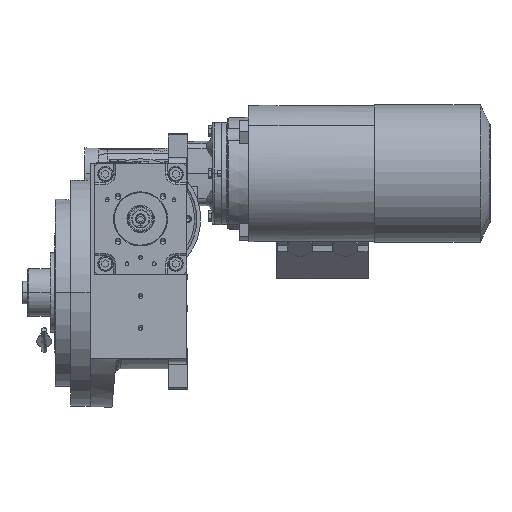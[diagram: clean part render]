
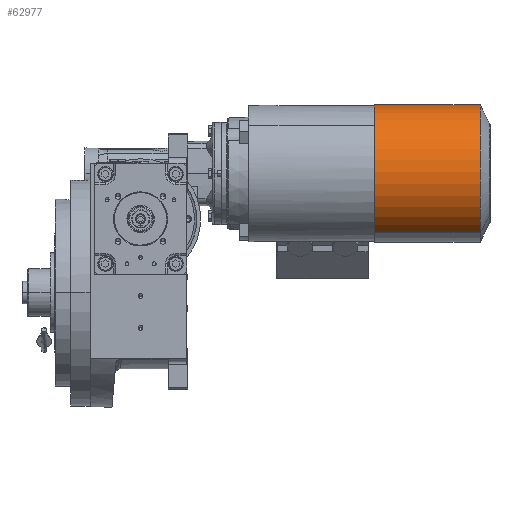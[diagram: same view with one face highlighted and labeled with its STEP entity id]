
A CAD part, left-side view. The second image highlights one B-rep face of the part: STEP entity #62977.
In plain terms, the highlighted cylindrical face has radius 60.5 mm (diameter 121 mm), a partial arc.
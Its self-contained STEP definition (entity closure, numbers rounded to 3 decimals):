
#1484 = CARTESIAN_POINT ( 'NONE',  ( -26.951, -6.286, 0. ) ) ;
#5238 = CIRCLE ( 'NONE', #76118, 60.5 ) ;
#5427 = DIRECTION ( 'NONE',  ( 0., -0.242, -0.97 ) ) ;
#6713 = CARTESIAN_POINT ( 'NONE',  ( -64.811, 8.35, 58.703 ) ) ;
#12138 = ORIENTED_EDGE ( 'NONE', *, *, #59633, .T. ) ;
#13644 = CARTESIAN_POINT ( 'NONE',  ( -64.811, -6.286, 0. ) ) ;
#17150 = ORIENTED_EDGE ( 'NONE', *, *, #94519, .F. ) ;
#17693 = LINE ( 'NONE', #113817, #76276 ) ;
#24723 = VERTEX_POINT ( 'NONE', #48076 ) ;
#26567 = CARTESIAN_POINT ( 'NONE',  ( -64.811, -20.922, -58.703 ) ) ;
#27684 = AXIS2_PLACEMENT_3D ( 'NONE', #13644, #69121, #97456 ) ;
#29182 = DIRECTION ( 'NONE',  ( -1., 0., 0. ) ) ;
#29521 = EDGE_LOOP ( 'NONE', ( #17150, #12138, #94680, #64834 ) ) ;
#30671 = CARTESIAN_POINT ( 'NONE',  ( -158.212, -20.922, -58.703 ) ) ;
#41760 = DIRECTION ( 'NONE',  ( 1., 0., 0. ) ) ;
#48076 = CARTESIAN_POINT ( 'NONE',  ( -158.212, -20.922, -58.703 ) ) ;
#56273 = FACE_OUTER_BOUND ( 'NONE', #29521, .T. ) ;
#57257 = EDGE_CURVE ( 'NONE', #24723, #71997, #5238, .T. ) ;
#58394 = LINE ( 'NONE', #30671, #75101 ) ;
#59633 = EDGE_CURVE ( 'NONE', #111286, #71997, #17693, .T. ) ;
#62977 = ADVANCED_FACE ( 'NONE', ( #56273 ), #92713, .T. ) ;
#64834 = ORIENTED_EDGE ( 'NONE', *, *, #109678, .T. ) ;
#69121 = DIRECTION ( 'NONE',  ( 1., 0., 0. ) ) ;
#71997 = VERTEX_POINT ( 'NONE', #101353 ) ;
#74960 = CIRCLE ( 'NONE', #27684, 60.5 ) ;
#75101 = VECTOR ( 'NONE', #41760, 1000. ) ;
#76118 = AXIS2_PLACEMENT_3D ( 'NONE', #108294, #100872, #5427 ) ;
#76276 = VECTOR ( 'NONE', #95328, 1000. ) ;
#76984 = AXIS2_PLACEMENT_3D ( 'NONE', #1484, #29182, #102555 ) ;
#92713 = CYLINDRICAL_SURFACE ( 'NONE', #76984, 60.5 ) ;
#94519 = EDGE_CURVE ( 'NONE', #111286, #120116, #74960, .T. ) ;
#94680 = ORIENTED_EDGE ( 'NONE', *, *, #57257, .F. ) ;
#95328 = DIRECTION ( 'NONE',  ( -1., 0., 0. ) ) ;
#97456 = DIRECTION ( 'NONE',  ( 0., 0.242, 0.97 ) ) ;
#100872 = DIRECTION ( 'NONE',  ( -1., 0., 0. ) ) ;
#101353 = CARTESIAN_POINT ( 'NONE',  ( -158.212, 8.35, 58.703 ) ) ;
#102555 = DIRECTION ( 'NONE',  ( 0., 0.242, 0.97 ) ) ;
#108294 = CARTESIAN_POINT ( 'NONE',  ( -158.212, -6.286, 0. ) ) ;
#109678 = EDGE_CURVE ( 'NONE', #24723, #120116, #58394, .T. ) ;
#111286 = VERTEX_POINT ( 'NONE', #6713 ) ;
#113817 = CARTESIAN_POINT ( 'NONE',  ( -64.811, 8.35, 58.703 ) ) ;
#120116 = VERTEX_POINT ( 'NONE', #26567 ) ;
